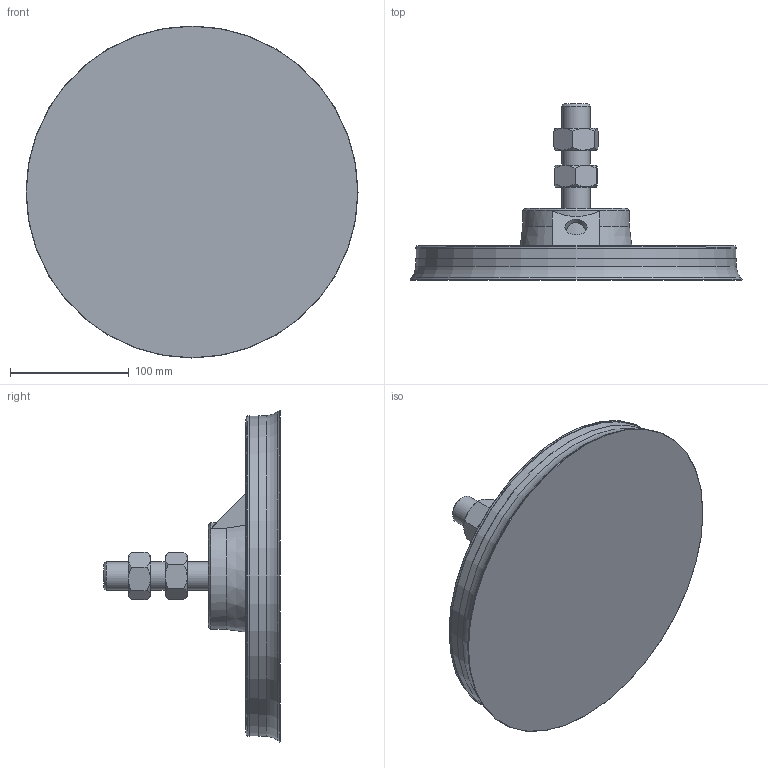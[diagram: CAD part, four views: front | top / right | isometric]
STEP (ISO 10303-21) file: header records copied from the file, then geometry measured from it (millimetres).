
FILE_DESCRIPTION(/* description */ (''),/* implementation_level */ '2;1');
FILE_NAME(/* name */ 'vpd270sb.stp',/* time_stamp */ '2020-11-11T11:38:09+01:00',/* author */ ('enginyeria'),/* organization */ (''),/* preprocessor_version */ 'ST-DEVELOPER v17.2',/* originating_system */ 'Autodesk Inventor 2019',/* authorisation */ '');
FILE_SCHEMA (('CONFIG_CONTROL_DESIGN'));
Length unit declared in the file: millimetre
Products named in the file (1): vpd270sb
Bounding box: 279.48 x 148.51 x 279.48 mm (x, y, z)
Volume: 1949638.3 mm3; surface area: 164035.9 mm2
Topology: 1 solids, 1 shells, 68 faces, 156 edges, 100 vertices
Faces by surface type: cone 32, plane 26, cylinder 7, torus 3
Full cylindrical faces by diameter (mm): 18.631 x1, 24 x3, 90 x1, 268.8 x1, 270 x1
Entity records: 2107 total; most frequent: CARTESIAN_POINT 515, DIRECTION 314, ORIENTED_EDGE 312, EDGE_CURVE 156, AXIS2_PLACEMENT_3D 141, VERTEX_POINT 100, EDGE_LOOP 78, CIRCLE 71
